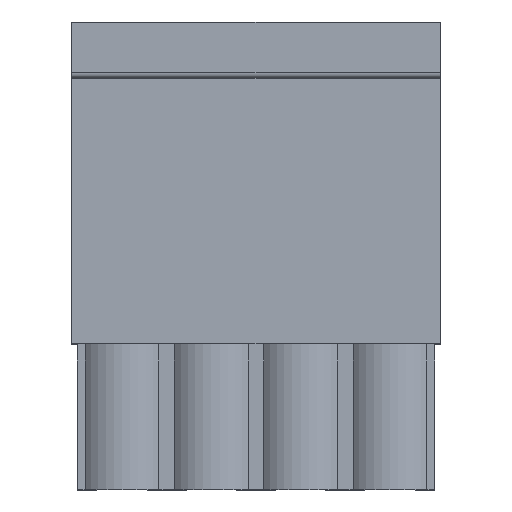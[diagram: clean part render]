
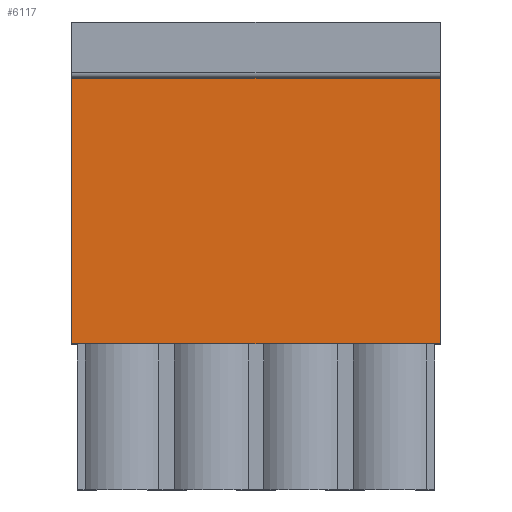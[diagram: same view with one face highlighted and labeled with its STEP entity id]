
A CAD part, top view. The second image highlights one B-rep face of the part: STEP entity #6117.
In plain terms, the highlighted planar face has unit normal (0, 0, 1).
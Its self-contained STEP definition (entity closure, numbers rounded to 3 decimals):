
#1=DIRECTION('',(0.,-1.,0.));
#2=VECTOR('',#1,15.1);
#3=CARTESIAN_POINT('',(0.,9.44,6.96));
#4=LINE('',#3,#2);
#262=DIRECTION('',(-1.,0.,0.));
#263=VECTOR('',#262,20.94);
#264=CARTESIAN_POINT('',(0.,-5.66,6.96));
#265=LINE('',#264,#263);
#1117=DIRECTION('',(0.,-1.,0.));
#1118=VECTOR('',#1117,15.1);
#1119=CARTESIAN_POINT('',(-20.94,9.44,6.96));
#1120=LINE('',#1119,#1118);
#1907=DIRECTION('',(-1.,0.,0.));
#1908=VECTOR('',#1907,20.94);
#1909=CARTESIAN_POINT('',(0.,9.44,6.96));
#1910=LINE('',#1909,#1908);
#2875=CARTESIAN_POINT('',(0.,9.44,6.96));
#2876=CARTESIAN_POINT('',(0.,-5.66,6.96));
#2877=VERTEX_POINT('',#2875);
#2878=VERTEX_POINT('',#2876);
#2921=CARTESIAN_POINT('',(-20.94,9.44,6.96));
#2922=CARTESIAN_POINT('',(-20.94,-5.66,6.96));
#2923=VERTEX_POINT('',#2921);
#2924=VERTEX_POINT('',#2922);
#6106=CARTESIAN_POINT('',(0.,9.44,6.96));
#6107=DIRECTION('',(0.,0.,1.));
#6108=DIRECTION('',(0.,-1.,0.));
#6109=AXIS2_PLACEMENT_3D('',#6106,#6107,#6108);
#6110=PLANE('',#6109);
#6111=ORIENTED_EDGE('',*,*,#3782,.T.);
#6112=ORIENTED_EDGE('',*,*,#3840,.T.);
#6113=ORIENTED_EDGE('',*,*,#5117,.F.);
#6114=ORIENTED_EDGE('',*,*,#6099,.F.);
#6115=EDGE_LOOP('',(#6111,#6112,#6113,#6114));
#6116=FACE_OUTER_BOUND('',#6115,.F.);
#6117=ADVANCED_FACE('',(#6116),#6110,.T.);
#3782=EDGE_CURVE('',#2877,#2878,#4,.T.);
#3840=EDGE_CURVE('',#2878,#2924,#265,.T.);
#5117=EDGE_CURVE('',#2923,#2924,#1120,.T.);
#6099=EDGE_CURVE('',#2877,#2923,#1910,.T.);
